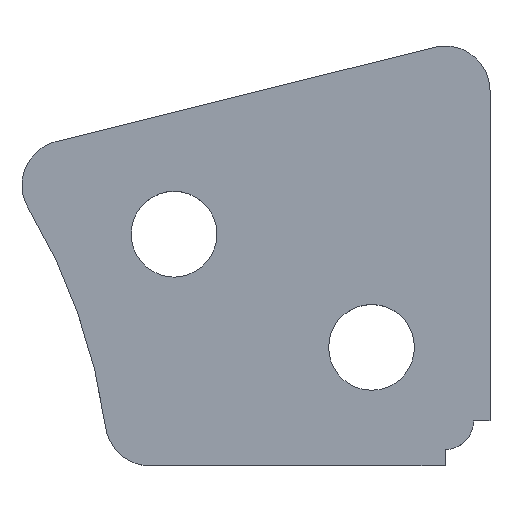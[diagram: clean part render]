
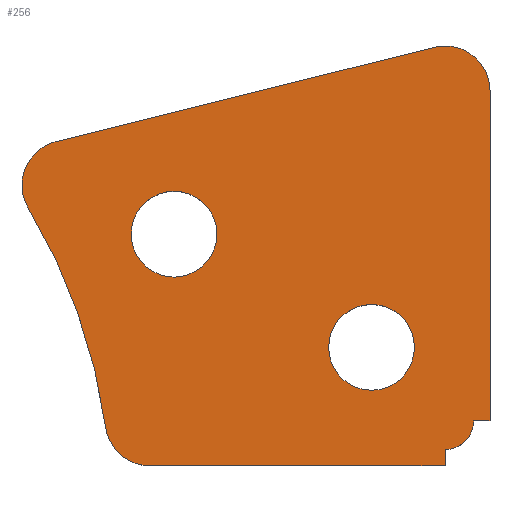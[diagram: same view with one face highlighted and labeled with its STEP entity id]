
A CAD part, top view. The second image highlights one B-rep face of the part: STEP entity #256.
In plain terms, the highlighted planar face has unit normal (0, 0, 1).
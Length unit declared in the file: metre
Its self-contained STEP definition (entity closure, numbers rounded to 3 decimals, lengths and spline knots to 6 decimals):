
#13=CIRCLE('',#276,0.0022);
#15=CIRCLE('',#279,0.028659);
#17=CIRCLE('',#282,0.0022);
#19=CIRCLE('',#287,0.0014);
#21=CIRCLE('',#292,0.0022);
#22=CIRCLE('',#294,0.0021);
#23=CIRCLE('',#295,0.0021);
#73=ORIENTED_EDGE('',*,*,#131,.F.);
#74=ORIENTED_EDGE('',*,*,#132,.F.);
#75=ORIENTED_EDGE('',*,*,#103,.T.);
#76=ORIENTED_EDGE('',*,*,#107,.T.);
#77=ORIENTED_EDGE('',*,*,#110,.F.);
#78=ORIENTED_EDGE('',*,*,#113,.T.);
#79=ORIENTED_EDGE('',*,*,#116,.F.);
#80=ORIENTED_EDGE('',*,*,#119,.T.);
#81=ORIENTED_EDGE('',*,*,#122,.T.);
#82=ORIENTED_EDGE('',*,*,#125,.F.);
#83=ORIENTED_EDGE('',*,*,#128,.T.);
#84=ORIENTED_EDGE('',*,*,#130,.T.);
#103=EDGE_CURVE('',#138,#137,#161,.T.);
#107=EDGE_CURVE('',#137,#140,#13,.T.);
#110=EDGE_CURVE('',#142,#140,#15,.T.);
#113=EDGE_CURVE('',#142,#144,#17,.T.);
#116=EDGE_CURVE('',#146,#144,#168,.T.);
#119=EDGE_CURVE('',#146,#148,#171,.T.);
#122=EDGE_CURVE('',#148,#150,#19,.T.);
#125=EDGE_CURVE('',#152,#150,#175,.T.);
#128=EDGE_CURVE('',#152,#154,#178,.T.);
#130=EDGE_CURVE('',#154,#138,#21,.T.);
#131=EDGE_CURVE('',#155,#155,#22,.T.);
#132=EDGE_CURVE('',#156,#156,#23,.T.);
#137=VERTEX_POINT('',#385);
#138=VERTEX_POINT('',#387);
#140=VERTEX_POINT('',#393);
#142=VERTEX_POINT('',#399);
#144=VERTEX_POINT('',#405);
#146=VERTEX_POINT('',#411);
#148=VERTEX_POINT('',#417);
#150=VERTEX_POINT('',#423);
#152=VERTEX_POINT('',#429);
#154=VERTEX_POINT('',#435);
#155=VERTEX_POINT('',#442);
#156=VERTEX_POINT('',#444);
#161=LINE('',#386,#181);
#168=LINE('',#412,#188);
#171=LINE('',#418,#191);
#175=LINE('',#430,#195);
#178=LINE('',#436,#198);
#181=VECTOR('',#307,1.);
#188=VECTOR('',#334,1.);
#191=VECTOR('',#339,1.);
#195=VECTOR('',#351,1.);
#198=VECTOR('',#356,1.);
#209=EDGE_LOOP('',(#73));
#210=EDGE_LOOP('',(#74));
#211=EDGE_LOOP('',(#75,#76,#77,#78,#79,#80,#81,#82,#83,#84));
#229=FACE_BOUND('',#209,.T.);
#230=FACE_BOUND('',#210,.T.);
#231=FACE_BOUND('',#211,.T.);
#244=PLANE('',#293);
#256=ADVANCED_FACE('',(#229,#230,#231),#244,.T.);
#276=AXIS2_PLACEMENT_3D('',#394,#314,#315);
#279=AXIS2_PLACEMENT_3D('',#400,#321,#322);
#282=AXIS2_PLACEMENT_3D('',#406,#328,#329);
#287=AXIS2_PLACEMENT_3D('',#424,#345,#346);
#292=AXIS2_PLACEMENT_3D('',#439,#361,#362);
#293=AXIS2_PLACEMENT_3D('',#440,#363,#364);
#294=AXIS2_PLACEMENT_3D('',#441,#365,#366);
#295=AXIS2_PLACEMENT_3D('',#443,#367,#368);
#307=DIRECTION('',(-0.97,-0.242,0.));
#314=DIRECTION('',(0.,0.,1.));
#315=DIRECTION('',(1.,0.,0.));
#321=DIRECTION('',(0.,0.,1.));
#322=DIRECTION('',(1.,0.,0.));
#328=DIRECTION('',(0.,0.,1.));
#329=DIRECTION('',(1.,0.,0.));
#334=DIRECTION('',(-1.,0.,0.));
#339=DIRECTION('',(0.,1.,0.));
#345=DIRECTION('',(0.,0.,1.));
#346=DIRECTION('',(1.,0.,0.));
#351=DIRECTION('',(-1.,0.,0.));
#356=DIRECTION('',(0.,1.,0.));
#361=DIRECTION('',(0.,0.,1.));
#362=DIRECTION('',(1.,0.,0.));
#363=DIRECTION('',(0.,0.,1.));
#364=DIRECTION('',(1.,0.,0.));
#365=DIRECTION('',(0.,0.,1.));
#366=DIRECTION('',(1.,0.,0.));
#367=DIRECTION('',(0.,0.,1.));
#368=DIRECTION('',(1.,0.,0.));
#385=CARTESIAN_POINT('',(0.064049,0.014638,0.0316));
#386=CARTESIAN_POINT('',(0.000313,-0.001254,0.0316));
#387=CARTESIAN_POINT('',(0.082568,0.019255,0.0316));
#393=CARTESIAN_POINT('',(0.062694,0.011374,0.0316));
#394=CARTESIAN_POINT('',(0.064582,0.012503,0.0316));
#399=CARTESIAN_POINT('',(0.066479,0.000653,0.0316));
#400=CARTESIAN_POINT('',(0.0381,-0.00334,0.0316));
#405=CARTESIAN_POINT('',(0.068658,-0.00124,0.0316));
#406=CARTESIAN_POINT('',(0.068658,0.00096,0.0316));
#411=CARTESIAN_POINT('',(0.0831,-0.00124,0.0316));
#412=CARTESIAN_POINT('',(0.068658,-0.00124,0.0316));
#417=CARTESIAN_POINT('',(0.0831,-0.00044,0.0316));
#418=CARTESIAN_POINT('',(0.0831,-0.00044,0.0316));
#423=CARTESIAN_POINT('',(0.0845,0.00096,0.0316));
#424=CARTESIAN_POINT('',(0.0831,0.00096,0.0316));
#429=CARTESIAN_POINT('',(0.0853,0.00096,0.0316));
#430=CARTESIAN_POINT('',(0.0845,0.00096,0.0316));
#435=CARTESIAN_POINT('',(0.0853,0.01712,0.0316));
#436=CARTESIAN_POINT('',(0.0853,0.,0.0316));
#439=CARTESIAN_POINT('',(0.0831,0.01712,0.0316));
#440=CARTESIAN_POINT('',(0.,0.,0.0316));
#441=CARTESIAN_POINT('',(0.069829,0.010101,0.0316));
#442=CARTESIAN_POINT('',(0.071929,0.010101,0.0316));
#443=CARTESIAN_POINT('',(0.0795,0.00456,0.0316));
#444=CARTESIAN_POINT('',(0.0816,0.00456,0.0316));
